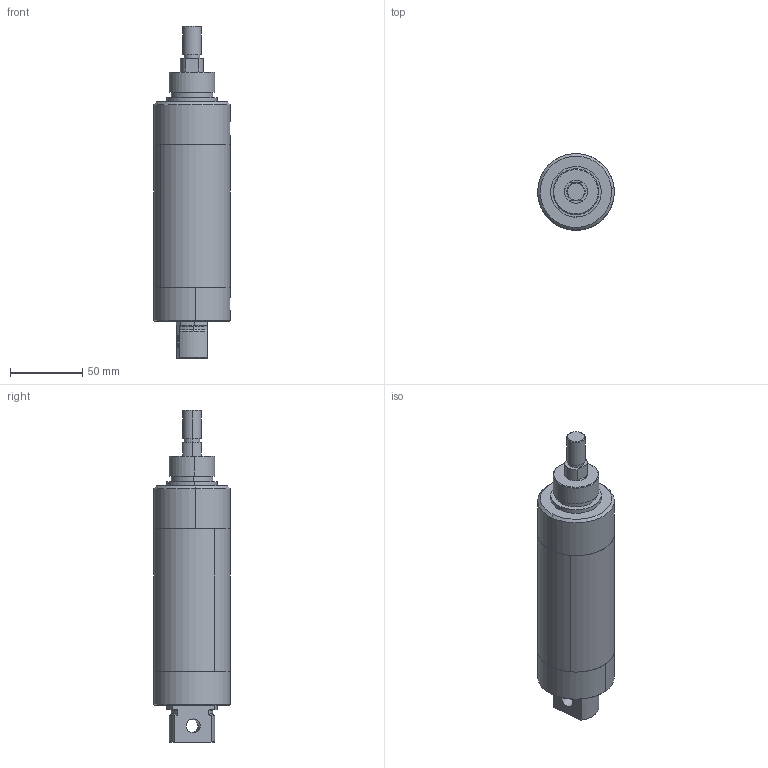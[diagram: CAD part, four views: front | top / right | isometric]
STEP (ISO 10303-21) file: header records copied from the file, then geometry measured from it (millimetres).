
FILE_DESCRIPTION((''),'2;1');
FILE_NAME('cylinder2000x2.stp','2002-01-27T13:30:46',('Administrator'),(''),'Autodesk Inventor (tm) 3.0','Autodesk Inventor (tm) 3.0','');
FILE_SCHEMA(('CONFIG_CONTROL_DESIGN'));
Length unit declared in the file: inch
Products named in the file (5): cylinder2000x2; cylinder2000-1; cylinder2000-4; cylinder2000-2; cylinder2000-5
Assembly tree (4 placements, depth 2):
  cylinder2000x2
    cylinder2000-1
    cylinder2000-4
    cylinder2000-2
    cylinder2000-5
Bounding box: 52.77 x 52.7 x 229.24 mm (x, y, z)
Volume: 130963.5 mm3; surface area: 66711.3 mm2
Topology: 4 solids, 4 shells, 88 faces, 210 edges, 136 vertices
Faces by surface type: cylinder 32, plane 24, bspline 20, cone 12
Entity records: 3863 total; most frequent: CARTESIAN_POINT 1197, DIRECTION 442, ORIENTED_EDGE 420, EDGE_CURVE 210, AXIS2_PLACEMENT_3D 181, VERTEX_POINT 136, CIRCLE 104, EDGE_LOOP 104
